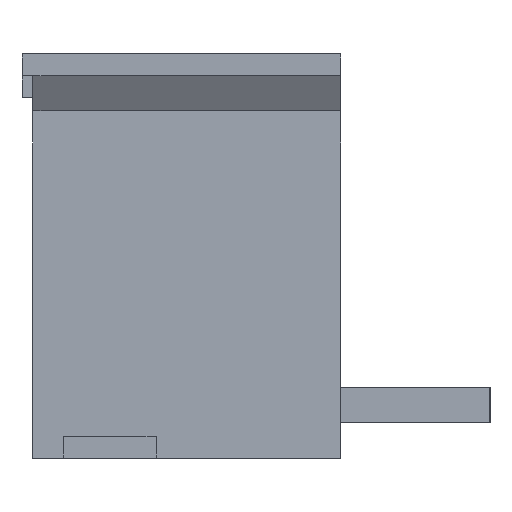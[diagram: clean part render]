
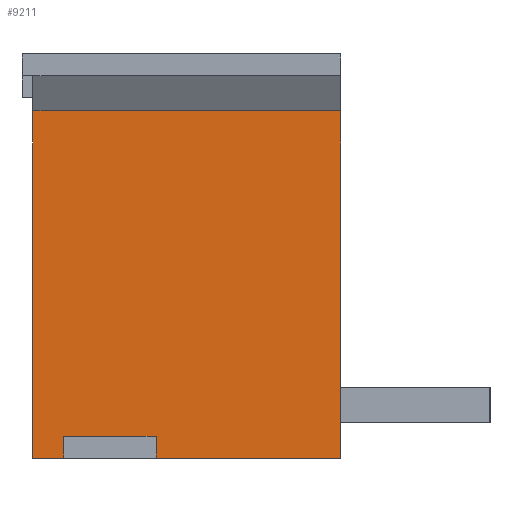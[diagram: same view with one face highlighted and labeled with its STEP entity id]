
A CAD part, left-side view. The second image highlights one B-rep face of the part: STEP entity #9211.
In plain terms, the highlighted planar face has unit normal (-1, 0, 0).
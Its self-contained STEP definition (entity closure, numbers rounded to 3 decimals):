
#144=DIRECTION('',(0.,0.,-1.));
#145=VECTOR('',#144,7.9);
#146=CARTESIAN_POINT('',(-11.,4.,-1.3));
#147=LINE('',#146,#145);
#414=DIRECTION('',(0.,-1.,0.));
#415=VECTOR('',#414,0.7);
#416=CARTESIAN_POINT('',(-11.,4.,-9.2));
#417=LINE('',#416,#415);
#430=DIRECTION('',(0.,-1.,0.));
#431=VECTOR('',#430,4.2);
#432=CARTESIAN_POINT('',(-11.,1.2,-9.2));
#433=LINE('',#432,#431);
#1556=DIRECTION('',(0.,1.,0.));
#1557=VECTOR('',#1556,2.1);
#1558=CARTESIAN_POINT('',(-11.,1.2,-8.7));
#1559=LINE('',#1558,#1557);
#1560=DIRECTION('',(0.,0.,1.));
#1561=VECTOR('',#1560,0.5);
#1562=CARTESIAN_POINT('',(-11.,3.3,-9.2));
#1563=LINE('',#1562,#1561);
#1564=DIRECTION('',(0.,-1.,0.));
#1565=VECTOR('',#1564,7.);
#1566=CARTESIAN_POINT('',(-11.,4.,-1.3));
#1567=LINE('',#1566,#1565);
#1568=DIRECTION('',(0.,0.,1.));
#1569=VECTOR('',#1568,0.5);
#1570=CARTESIAN_POINT('',(-11.,1.2,-9.2));
#1571=LINE('',#1570,#1569);
#1752=DIRECTION('',(0.,0.,-1.));
#1753=VECTOR('',#1752,7.9);
#1754=CARTESIAN_POINT('',(-11.,-3.,-1.3));
#1755=LINE('',#1754,#1753);
#5808=CARTESIAN_POINT('',(-11.,4.,-1.3));
#5809=CARTESIAN_POINT('',(-11.,4.,-9.2));
#5810=VERTEX_POINT('',#5808);
#5811=VERTEX_POINT('',#5809);
#5820=CARTESIAN_POINT('',(-11.,-3.,-1.3));
#5821=VERTEX_POINT('',#5820);
#5822=CARTESIAN_POINT('',(-11.,-3.,-9.2));
#5823=VERTEX_POINT('',#5822);
#5976=CARTESIAN_POINT('',(-11.,1.2,-8.7));
#5977=CARTESIAN_POINT('',(-11.,3.3,-8.7));
#5978=VERTEX_POINT('',#5976);
#5979=VERTEX_POINT('',#5977);
#5980=CARTESIAN_POINT('',(-11.,3.3,-9.2));
#5981=VERTEX_POINT('',#5980);
#5982=CARTESIAN_POINT('',(-11.,1.2,-9.2));
#5983=VERTEX_POINT('',#5982);
#9191=CARTESIAN_POINT('',(-11.,4.,-1.3));
#9192=DIRECTION('',(-1.,0.,0.));
#9193=DIRECTION('',(0.,0.,-1.));
#9194=AXIS2_PLACEMENT_3D('',#9191,#9192,#9193);
#9195=PLANE('',#9194);
#9197=ORIENTED_EDGE('',*,*,#9196,.T.);
#9199=ORIENTED_EDGE('',*,*,#9198,.F.);
#9200=ORIENTED_EDGE('',*,*,#7524,.F.);
#9201=ORIENTED_EDGE('',*,*,#7367,.F.);
#9203=ORIENTED_EDGE('',*,*,#9202,.T.);
#9205=ORIENTED_EDGE('',*,*,#9204,.T.);
#9206=ORIENTED_EDGE('',*,*,#7532,.F.);
#9208=ORIENTED_EDGE('',*,*,#9207,.T.);
#9209=EDGE_LOOP('',(#9197,#9199,#9200,#9201,#9203,#9205,#9206,#9208));
#9210=FACE_OUTER_BOUND('',#9209,.F.);
#9211=ADVANCED_FACE('',(#9210),#9195,.T.);
#7367=EDGE_CURVE('',#5810,#5811,#147,.T.);
#7524=EDGE_CURVE('',#5811,#5981,#417,.T.);
#7532=EDGE_CURVE('',#5983,#5823,#433,.T.);
#9196=EDGE_CURVE('',#5978,#5979,#1559,.T.);
#9198=EDGE_CURVE('',#5981,#5979,#1563,.T.);
#9202=EDGE_CURVE('',#5810,#5821,#1567,.T.);
#9204=EDGE_CURVE('',#5821,#5823,#1755,.T.);
#9207=EDGE_CURVE('',#5983,#5978,#1571,.T.);
